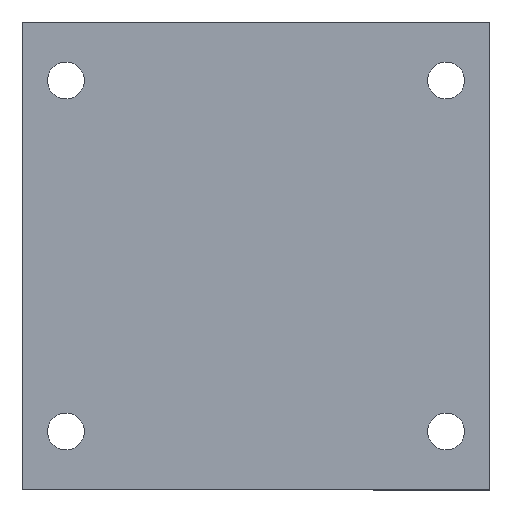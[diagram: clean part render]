
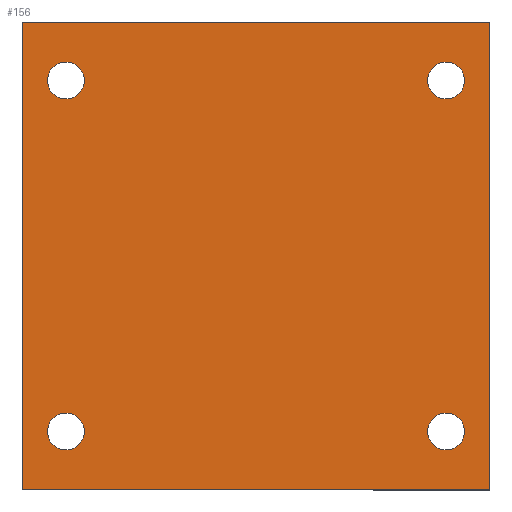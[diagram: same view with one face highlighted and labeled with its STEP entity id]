
A CAD part, front view. The second image highlights one B-rep face of the part: STEP entity #156.
In plain terms, the highlighted planar face has unit normal (0, -1, 0).
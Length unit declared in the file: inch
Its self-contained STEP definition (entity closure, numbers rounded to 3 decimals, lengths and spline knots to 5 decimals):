
#7 = ORIENTED_EDGE ( 'NONE', *, *, #600, .T. ) ;
#9 = DIRECTION ( 'NONE',  ( -1., 0., 0. ) ) ;
#13 = CARTESIAN_POINT ( 'NONE',  ( -0.8125, -0.0625, -0.67126 ) ) ;
#16 = CARTESIAN_POINT ( 'NONE',  ( -0.8125, -0.0625, 0.82874 ) ) ;
#17 = CARTESIAN_POINT ( 'NONE',  ( 0.8125, -0.0625, -0.75 ) ) ;
#29 = ORIENTED_EDGE ( 'NONE', *, *, #510, .F. ) ;
#35 = VERTEX_POINT ( 'NONE', #73 ) ;
#40 = VECTOR ( 'NONE', #295, 39.37008 ) ;
#43 = FACE_BOUND ( 'NONE', #457, .T. ) ;
#45 = VERTEX_POINT ( 'NONE', #208 ) ;
#49 = DIRECTION ( 'NONE',  ( 0., 1., 0. ) ) ;
#54 = CARTESIAN_POINT ( 'NONE',  ( -0.8125, -0.0625, -0.82874 ) ) ;
#58 = AXIS2_PLACEMENT_3D ( 'NONE', #564, #612, #359 ) ;
#68 = AXIS2_PLACEMENT_3D ( 'NONE', #546, #301, #448 ) ;
#73 = CARTESIAN_POINT ( 'NONE',  ( -1., -0.0625, -1. ) ) ;
#82 = VERTEX_POINT ( 'NONE', #330 ) ;
#84 = AXIS2_PLACEMENT_3D ( 'NONE', #17, #201, #395 ) ;
#85 = FACE_BOUND ( 'NONE', #425, .T. ) ;
#90 = ORIENTED_EDGE ( 'NONE', *, *, #554, .F. ) ;
#91 = EDGE_CURVE ( 'NONE', #45, #82, #486, .T. ) ;
#101 = CARTESIAN_POINT ( 'NONE',  ( -0.8125, -0.0625, 0.67126 ) ) ;
#102 = CARTESIAN_POINT ( 'NONE',  ( 1., -0.0625, -1. ) ) ;
#107 = CARTESIAN_POINT ( 'NONE',  ( 1., -0.0625, 1. ) ) ;
#108 = DIRECTION ( 'NONE',  ( 0., 0., -1. ) ) ;
#109 = EDGE_CURVE ( 'NONE', #327, #35, #309, .T. ) ;
#119 = VERTEX_POINT ( 'NONE', #101 ) ;
#124 = CIRCLE ( 'NONE', #326, 0.07874 ) ;
#144 = DIRECTION ( 'NONE',  ( 0., -1., 0. ) ) ;
#148 = DIRECTION ( 'NONE',  ( 0., 0., -1. ) ) ;
#156 = ADVANCED_FACE ( 'NONE', ( #578, #85, #43, #282, #513 ), #518, .F. ) ;
#175 = VERTEX_POINT ( 'NONE', #432 ) ;
#182 = AXIS2_PLACEMENT_3D ( 'NONE', #192, #376, #553 ) ;
#192 = CARTESIAN_POINT ( 'NONE',  ( -0.8125, -0.0625, -0.75 ) ) ;
#195 = DIRECTION ( 'NONE',  ( 1., 0., 0. ) ) ;
#196 = CARTESIAN_POINT ( 'NONE',  ( 0.8125, -0.0625, -0.75 ) ) ;
#200 = CARTESIAN_POINT ( 'NONE',  ( 0.8125, -0.0625, 0.75 ) ) ;
#201 = DIRECTION ( 'NONE',  ( 0., -1., 0. ) ) ;
#208 = CARTESIAN_POINT ( 'NONE',  ( 0.8125, -0.0625, 0.67126 ) ) ;
#214 = VECTOR ( 'NONE', #498, 39.37008 ) ;
#220 = DIRECTION ( 'NONE',  ( 0., -1., 0. ) ) ;
#226 = CARTESIAN_POINT ( 'NONE',  ( -1., -0.0625, 1. ) ) ;
#232 = CIRCLE ( 'NONE', #393, 0.07874 ) ;
#250 = CARTESIAN_POINT ( 'NONE',  ( -0.8125, -0.0625, 0.75 ) ) ;
#260 = CARTESIAN_POINT ( 'NONE',  ( -1., -0.0625, -1. ) ) ;
#261 = EDGE_LOOP ( 'NONE', ( #345, #411 ) ) ;
#264 = CIRCLE ( 'NONE', #182, 0.07874 ) ;
#266 = EDGE_CURVE ( 'NONE', #119, #617, #232, .T. ) ;
#269 = ORIENTED_EDGE ( 'NONE', *, *, #424, .F. ) ;
#276 = ORIENTED_EDGE ( 'NONE', *, *, #381, .T. ) ;
#282 = FACE_BOUND ( 'NONE', #261, .T. ) ;
#285 = VECTOR ( 'NONE', #9, 39.37008 ) ;
#295 = DIRECTION ( 'NONE',  ( 0., 0., 1. ) ) ;
#301 = DIRECTION ( 'NONE',  ( 0., -1., 0. ) ) ;
#306 = CIRCLE ( 'NONE', #68, 0.07874 ) ;
#309 = LINE ( 'NONE', #260, #214 ) ;
#312 = EDGE_LOOP ( 'NONE', ( #90, #360 ) ) ;
#318 = VERTEX_POINT ( 'NONE', #102 ) ;
#319 = CARTESIAN_POINT ( 'NONE',  ( -0.8125, -0.0625, 0.75 ) ) ;
#324 = AXIS2_PLACEMENT_3D ( 'NONE', #515, #49, #467 ) ;
#326 = AXIS2_PLACEMENT_3D ( 'NONE', #319, #220, #413 ) ;
#327 = VERTEX_POINT ( 'NONE', #443 ) ;
#330 = CARTESIAN_POINT ( 'NONE',  ( 0.8125, -0.0625, 0.82874 ) ) ;
#345 = ORIENTED_EDGE ( 'NONE', *, *, #560, .F. ) ;
#349 = EDGE_CURVE ( 'NONE', #527, #175, #568, .T. ) ;
#355 = EDGE_CURVE ( 'NONE', #175, #527, #523, .T. ) ;
#359 = DIRECTION ( 'NONE',  ( 0., 0., -1. ) ) ;
#360 = ORIENTED_EDGE ( 'NONE', *, *, #266, .F. ) ;
#362 = ORIENTED_EDGE ( 'NONE', *, *, #109, .T. ) ;
#376 = DIRECTION ( 'NONE',  ( 0., -1., 0. ) ) ;
#381 = EDGE_CURVE ( 'NONE', #35, #318, #444, .T. ) ;
#390 = DIRECTION ( 'NONE',  ( 0., -1., 0. ) ) ;
#393 = AXIS2_PLACEMENT_3D ( 'NONE', #250, #144, #484 ) ;
#395 = DIRECTION ( 'NONE',  ( 0., 0., -1. ) ) ;
#403 = ORIENTED_EDGE ( 'NONE', *, *, #355, .F. ) ;
#411 = ORIENTED_EDGE ( 'NONE', *, *, #91, .F. ) ;
#413 = DIRECTION ( 'NONE',  ( 0., 0., -1. ) ) ;
#423 = VERTEX_POINT ( 'NONE', #13 ) ;
#424 = EDGE_CURVE ( 'NONE', #473, #423, #306, .T. ) ;
#425 = EDGE_LOOP ( 'NONE', ( #29, #269 ) ) ;
#431 = VERTEX_POINT ( 'NONE', #107 ) ;
#432 = CARTESIAN_POINT ( 'NONE',  ( 0.8125, -0.0625, -0.82874 ) ) ;
#436 = LINE ( 'NONE', #226, #285 ) ;
#443 = CARTESIAN_POINT ( 'NONE',  ( -1., -0.0625, 1. ) ) ;
#444 = LINE ( 'NONE', #493, #590 ) ;
#445 = CARTESIAN_POINT ( 'NONE',  ( 1., -0.0625, -1. ) ) ;
#448 = DIRECTION ( 'NONE',  ( 0., 0., -1. ) ) ;
#449 = CIRCLE ( 'NONE', #58, 0.07874 ) ;
#457 = EDGE_LOOP ( 'NONE', ( #471, #403 ) ) ;
#467 = DIRECTION ( 'NONE',  ( 0., 0., 1. ) ) ;
#471 = ORIENTED_EDGE ( 'NONE', *, *, #349, .F. ) ;
#473 = VERTEX_POINT ( 'NONE', #54 ) ;
#484 = DIRECTION ( 'NONE',  ( 0., 0., -1. ) ) ;
#486 = CIRCLE ( 'NONE', #566, 0.07874 ) ;
#490 = EDGE_CURVE ( 'NONE', #431, #327, #436, .T. ) ;
#493 = CARTESIAN_POINT ( 'NONE',  ( -1., -0.0625, -1. ) ) ;
#498 = DIRECTION ( 'NONE',  ( 0., 0., -1. ) ) ;
#506 = ORIENTED_EDGE ( 'NONE', *, *, #490, .T. ) ;
#510 = EDGE_CURVE ( 'NONE', #423, #473, #264, .T. ) ;
#513 = FACE_BOUND ( 'NONE', #312, .T. ) ;
#515 = CARTESIAN_POINT ( 'NONE',  ( 0., -0.0625, 0. ) ) ;
#518 = PLANE ( 'NONE',  #324 ) ;
#523 = CIRCLE ( 'NONE', #84, 0.07874 ) ;
#527 = VERTEX_POINT ( 'NONE', #616 ) ;
#530 = DIRECTION ( 'NONE',  ( 0., -1., 0. ) ) ;
#546 = CARTESIAN_POINT ( 'NONE',  ( -0.8125, -0.0625, -0.75 ) ) ;
#547 = AXIS2_PLACEMENT_3D ( 'NONE', #196, #390, #148 ) ;
#551 = EDGE_LOOP ( 'NONE', ( #362, #276, #7, #506 ) ) ;
#553 = DIRECTION ( 'NONE',  ( 0., 0., -1. ) ) ;
#554 = EDGE_CURVE ( 'NONE', #617, #119, #124, .T. ) ;
#560 = EDGE_CURVE ( 'NONE', #82, #45, #449, .T. ) ;
#564 = CARTESIAN_POINT ( 'NONE',  ( 0.8125, -0.0625, 0.75 ) ) ;
#566 = AXIS2_PLACEMENT_3D ( 'NONE', #200, #530, #108 ) ;
#568 = CIRCLE ( 'NONE', #547, 0.07874 ) ;
#578 = FACE_OUTER_BOUND ( 'NONE', #551, .T. ) ;
#590 = VECTOR ( 'NONE', #195, 39.37008 ) ;
#592 = LINE ( 'NONE', #445, #40 ) ;
#600 = EDGE_CURVE ( 'NONE', #318, #431, #592, .T. ) ;
#612 = DIRECTION ( 'NONE',  ( 0., -1., 0. ) ) ;
#616 = CARTESIAN_POINT ( 'NONE',  ( 0.8125, -0.0625, -0.67126 ) ) ;
#617 = VERTEX_POINT ( 'NONE', #16 ) ;
